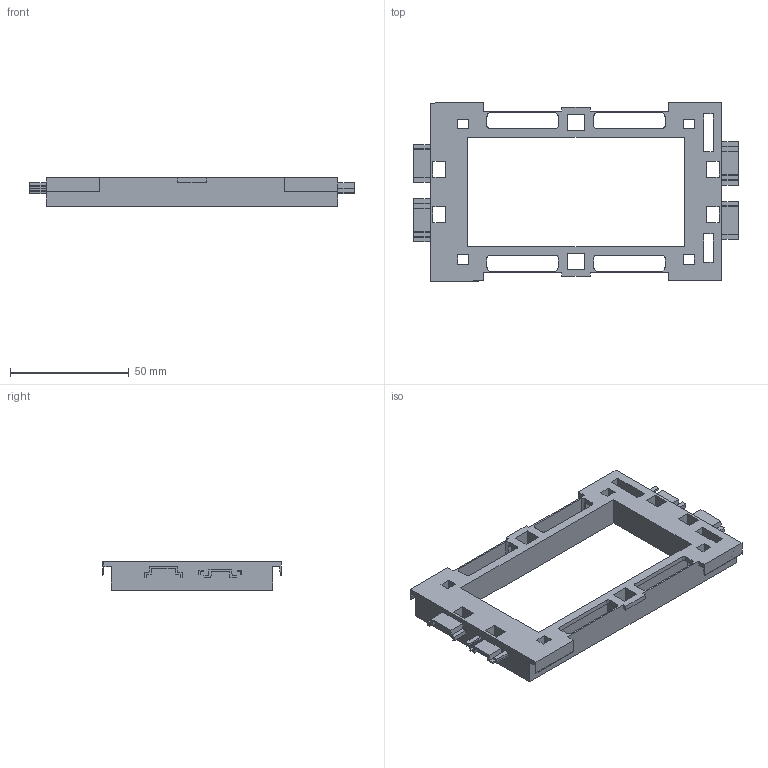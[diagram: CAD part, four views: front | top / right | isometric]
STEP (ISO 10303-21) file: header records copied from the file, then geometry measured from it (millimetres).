
FILE_DESCRIPTION(('CATIA V5 STEP Exchange','CAx-IF Rec.Pracs.--- Model Styling and Organization---1.4--- 2014-01-23'),'2;1');
FILE_NAME('638072_D009188_A-MOD-03_.stp','2020-01-03T10:00:40+00:00',('none'),('none'),'CATIA Version 5-6 Release 2017 SP3','CATIA V5 STEP AP214','none');
FILE_SCHEMA(('AUTOMOTIVE_DESIGN { 1 0 10303 214 1 1 1 1 }'));
Length unit declared in the file: millimetre
Products named in the file (1): D009188_A-MOD-03
Bounding box: 136.8 x 75.13 x 12 mm (x, y, z)
Volume: 31757.1 mm3; surface area: 24349.9 mm2
Topology: 1 solids, 1 shells, 253 faces, 729 edges, 486 vertices
Faces by surface type: plane 233, extrusion 16, cylinder 4
Entity records: 8051 total; most frequent: CARTESIAN_POINT 1871, ORIENTED_EDGE 1458, DIRECTION 934, EDGE_CURVE 729, VECTOR 659, LINE 643, VERTEX_POINT 486, EDGE_LOOP 295
